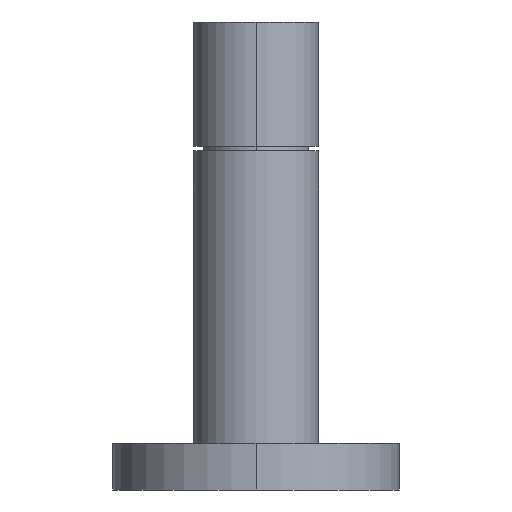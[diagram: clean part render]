
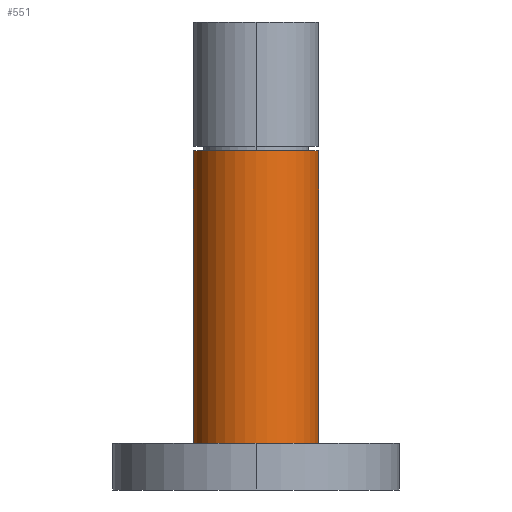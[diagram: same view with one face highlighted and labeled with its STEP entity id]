
A CAD part, front view. The second image highlights one B-rep face of the part: STEP entity #551.
In plain terms, the highlighted cylindrical face has radius 12 mm (diameter 24 mm), a partial arc.
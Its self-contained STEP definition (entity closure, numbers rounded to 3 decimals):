
#12 = EDGE_CURVE ( 'NONE', #930, #622, #98, .T. ) ;
#15 = FACE_OUTER_BOUND ( 'NONE', #606, .T. ) ;
#37 = LINE ( 'NONE', #409, #362 ) ;
#53 = EDGE_CURVE ( 'NONE', #929, #399, #94, .T. ) ;
#84 = VECTOR ( 'NONE', #706, 1000. ) ;
#94 = LINE ( 'NONE', #914, #84 ) ;
#98 = CIRCLE ( 'NONE', #926, 12. ) ;
#237 = DIRECTION ( 'NONE',  ( 1., 0., 0. ) ) ;
#260 = AXIS2_PLACEMENT_3D ( 'NONE', #418, #415, #412 ) ;
#269 = ORIENTED_EDGE ( 'NONE', *, *, #12, .F. ) ;
#270 = ORIENTED_EDGE ( 'NONE', *, *, #947, .F. ) ;
#280 = ORIENTED_EDGE ( 'NONE', *, *, #53, .T. ) ;
#299 = ORIENTED_EDGE ( 'NONE', *, *, #974, .T. ) ;
#362 = VECTOR ( 'NONE', #395, 1000. ) ;
#381 = ORIENTED_EDGE ( 'NONE', *, *, #934, .T. ) ;
#385 = CARTESIAN_POINT ( 'NONE',  ( -12., 0., 65. ) ) ;
#395 = DIRECTION ( 'NONE',  ( 0., 0., -1. ) ) ;
#396 = CARTESIAN_POINT ( 'NONE',  ( 0., 0., 65. ) ) ;
#399 = VERTEX_POINT ( 'NONE', #897 ) ;
#409 = CARTESIAN_POINT ( 'NONE',  ( 12., 0., 65. ) ) ;
#412 = DIRECTION ( 'NONE',  ( 1., 0., 0. ) ) ;
#415 = DIRECTION ( 'NONE',  ( 0., 0., 1. ) ) ;
#418 = CARTESIAN_POINT ( 'NONE',  ( 0., 0., 0. ) ) ;
#445 = ORIENTED_EDGE ( 'NONE', *, *, #910, .F. ) ;
#450 = CARTESIAN_POINT ( 'NONE',  ( -12., 0., 35. ) ) ;
#451 = DIRECTION ( 'NONE',  ( 0., 0., -1. ) ) ;
#452 = CARTESIAN_POINT ( 'NONE',  ( -12., 0., 65. ) ) ;
#461 = DIRECTION ( 'NONE',  ( 0., 0., -1. ) ) ;
#464 = CARTESIAN_POINT ( 'NONE',  ( 12., 0., 65. ) ) ;
#468 = CARTESIAN_POINT ( 'NONE',  ( 12., 0., 0. ) ) ;
#485 = AXIS2_PLACEMENT_3D ( 'NONE', #827, #828, #837 ) ;
#503 = CARTESIAN_POINT ( 'NONE',  ( 12., 0., 35. ) ) ;
#533 = CARTESIAN_POINT ( 'NONE',  ( 12., 0., 65. ) ) ;
#551 = ADVANCED_FACE ( 'NONE', ( #15 ), #589, .T. ) ;
#589 = CYLINDRICAL_SURFACE ( 'NONE', #485, 12. ) ;
#606 = EDGE_LOOP ( 'NONE', ( #270, #269, #299, #280, #381, #445 ) ) ;
#622 = VERTEX_POINT ( 'NONE', #533 ) ;
#706 = DIRECTION ( 'NONE',  ( 0., 0., -1. ) ) ;
#761 = VECTOR ( 'NONE', #451, 1000. ) ;
#801 = DIRECTION ( 'NONE',  ( 0., 0., 1. ) ) ;
#819 = VERTEX_POINT ( 'NONE', #503 ) ;
#827 = CARTESIAN_POINT ( 'NONE',  ( 0., 0., 65. ) ) ;
#828 = DIRECTION ( 'NONE',  ( 0., 0., -1. ) ) ;
#837 = DIRECTION ( 'NONE',  ( -1., 0., 0. ) ) ;
#840 = VECTOR ( 'NONE', #461, 1000. ) ;
#842 = LINE ( 'NONE', #464, #840 ) ;
#843 = LINE ( 'NONE', #385, #761 ) ;
#845 = CIRCLE ( 'NONE', #260, 12. ) ;
#896 = VERTEX_POINT ( 'NONE', #468 ) ;
#897 = CARTESIAN_POINT ( 'NONE',  ( -12., 0., 0. ) ) ;
#910 = EDGE_CURVE ( 'NONE', #819, #896, #842, .T. ) ;
#914 = CARTESIAN_POINT ( 'NONE',  ( -12., 0., 65. ) ) ;
#926 = AXIS2_PLACEMENT_3D ( 'NONE', #396, #801, #237 ) ;
#929 = VERTEX_POINT ( 'NONE', #450 ) ;
#930 = VERTEX_POINT ( 'NONE', #452 ) ;
#934 = EDGE_CURVE ( 'NONE', #399, #896, #845, .T. ) ;
#947 = EDGE_CURVE ( 'NONE', #622, #819, #37, .T. ) ;
#974 = EDGE_CURVE ( 'NONE', #930, #929, #843, .T. ) ;
